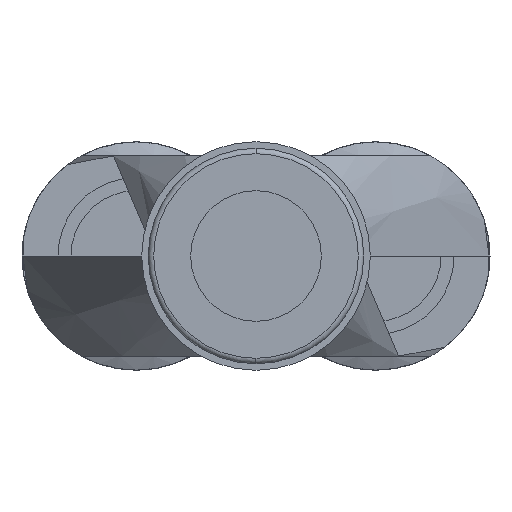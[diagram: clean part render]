
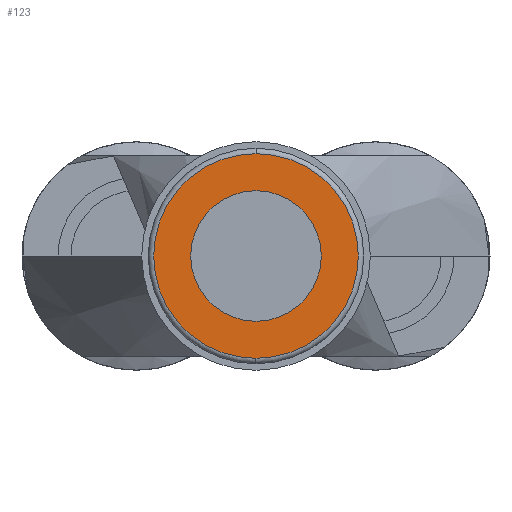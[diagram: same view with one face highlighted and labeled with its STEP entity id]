
A CAD part, left-side view. The second image highlights one B-rep face of the part: STEP entity #123.
In plain terms, the highlighted planar face has unit normal (-1, 0, 0).
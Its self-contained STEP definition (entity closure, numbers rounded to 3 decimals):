
#123=ADVANCED_FACE('',(#313,#314),#315,.T.);
#313=FACE_BOUND('',#534,.T.);
#314=FACE_OUTER_BOUND('',#535,.T.);
#315=PLANE('',#536);
#534=EDGE_LOOP('',(#1184,#1185));
#535=EDGE_LOOP('',(#1186,#1187,#1188));
#536=AXIS2_PLACEMENT_3D('',#1189,#1190,#1191);
#1184=ORIENTED_EDGE('',*,*,#1521,.T.);
#1185=ORIENTED_EDGE('',*,*,#1597,.T.);
#1186=ORIENTED_EDGE('',*,*,#1618,.T.);
#1187=ORIENTED_EDGE('',*,*,#1474,.T.);
#1188=ORIENTED_EDGE('',*,*,#1619,.T.);
#1189=CARTESIAN_POINT('',(0.,2.351,0.));
#1190=DIRECTION('',(-1.0,0.,0.));
#1191=DIRECTION('',(0.,1.0,0.));
#1474=EDGE_CURVE('',#1775,#1781,#1783,.T.);
#1521=EDGE_CURVE('',#1865,#1869,#1871,.T.);
#1597=EDGE_CURVE('',#1869,#1865,#1997,.T.);
#1618=EDGE_CURVE('',#2020,#1775,#2021,.T.);
#1619=EDGE_CURVE('',#1781,#2020,#2022,.T.);
#1775=VERTEX_POINT('',#2362);
#1781=VERTEX_POINT('',#2368);
#1783=CIRCLE('',#2370,4.703);
#1865=VERTEX_POINT('',#2470);
#1869=VERTEX_POINT('',#2475);
#1871=CIRCLE('',#2478,3.0);
#1997=CIRCLE('',#2655,3.0);
#2020=VERTEX_POINT('',#2678);
#2021=CIRCLE('',#2679,4.703);
#2022=CIRCLE('',#2680,4.703);
#2362=CARTESIAN_POINT('',(0.,0.,-4.703));
#2368=CARTESIAN_POINT('',(0.,0.,4.703));
#2370=AXIS2_PLACEMENT_3D('',#3043,#3044,#3045);
#2470=CARTESIAN_POINT('',(0.,-3.0,0.0));
#2475=CARTESIAN_POINT('',(0.,3.0,0.));
#2478=AXIS2_PLACEMENT_3D('',#3144,#3145,#3146);
#2655=AXIS2_PLACEMENT_3D('',#3270,#3271,#3272);
#2678=CARTESIAN_POINT('',(0.,4.703,0.));
#2679=AXIS2_PLACEMENT_3D('',#3333,#3334,#3335);
#2680=AXIS2_PLACEMENT_3D('',#3336,#3337,#3338);
#3043=CARTESIAN_POINT('',(0.,0.,0.));
#3044=DIRECTION('',(-1.0,0.,0.));
#3045=DIRECTION('',(0.,1.0,0.));
#3144=CARTESIAN_POINT('',(0.0,0.0,0.0));
#3145=DIRECTION('',(1.0,0.,0.));
#3146=DIRECTION('',(0.,-1.0,0.));
#3270=CARTESIAN_POINT('',(0.0,0.0,0.0));
#3271=DIRECTION('',(1.0,0.,0.));
#3272=DIRECTION('',(0.,-1.0,0.));
#3333=CARTESIAN_POINT('',(0.,0.,0.));
#3334=DIRECTION('',(-1.0,0.,0.));
#3335=DIRECTION('',(0.,1.0,0.));
#3336=CARTESIAN_POINT('',(0.,0.,0.));
#3337=DIRECTION('',(-1.0,0.,0.));
#3338=DIRECTION('',(0.,1.0,0.));
